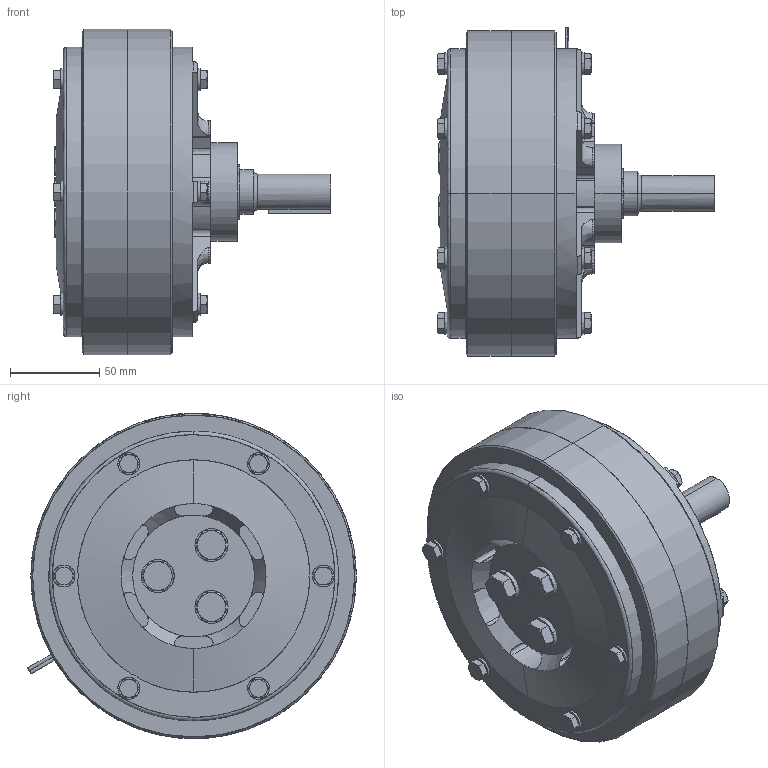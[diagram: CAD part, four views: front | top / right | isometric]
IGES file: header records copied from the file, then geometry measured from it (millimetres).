
Start section: SolidWorks IGES file using analytic representation for surfaces
Global section: file name: YPP616674.IGS; native system: SolidWorks 2016; preprocessor: SolidWorks 2016; author: z03766; date: 201224.162152; units: millimetre
Bounding box: 155 x 183.81 x 182 mm (x, y, z)
Surface area: 183616.1 mm2 (no closed solid volume)
Topology: 0 solids, 0 shells, 746 faces, 10155 edges, 10131 vertices
Faces by surface type: revolution 417, bspline 329
